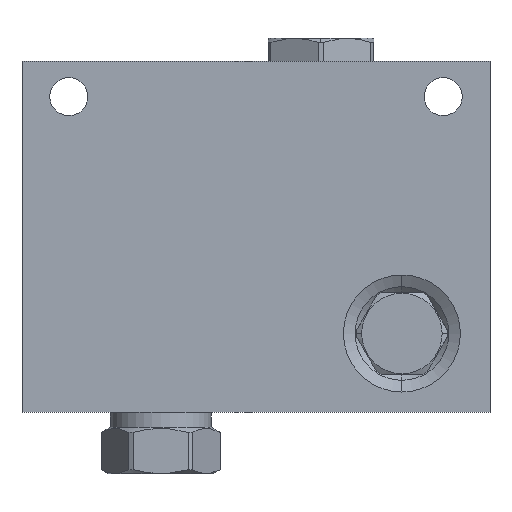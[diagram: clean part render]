
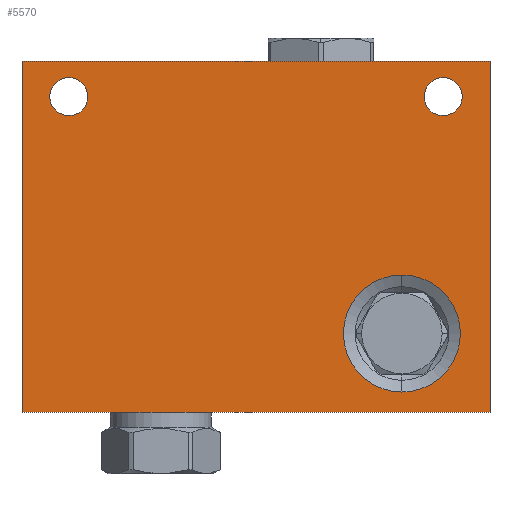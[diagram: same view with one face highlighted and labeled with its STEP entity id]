
A CAD part, front view. The second image highlights one B-rep face of the part: STEP entity #5570.
In plain terms, the highlighted planar face has unit normal (0, -1, 0).
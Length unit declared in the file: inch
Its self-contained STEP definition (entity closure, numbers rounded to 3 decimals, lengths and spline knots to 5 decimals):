
#5=DIRECTION('',(1.,0.,0.));
#6=VECTOR('',#5,5.);
#7=CARTESIAN_POINT('',(0.,-4.,0.));
#8=LINE('',#7,#6);
#105=DIRECTION('',(0.,0.,1.));
#106=VECTOR('',#105,3.75);
#107=CARTESIAN_POINT('',(5.,-4.,0.));
#108=LINE('',#107,#106);
#139=DIRECTION('',(0.,0.,1.));
#140=VECTOR('',#139,3.75);
#141=CARTESIAN_POINT('',(0.,-4.,0.));
#142=LINE('',#141,#140);
#143=CARTESIAN_POINT('',(4.059,-4.,0.844));
#144=DIRECTION('',(0.,1.,0.));
#145=DIRECTION('',(0.,0.,-1.));
#146=AXIS2_PLACEMENT_3D('',#143,#144,#145);
#148=CARTESIAN_POINT('',(4.059,-4.,0.844));
#149=DIRECTION('',(0.,1.,0.));
#150=DIRECTION('',(0.,0.,1.));
#151=AXIS2_PLACEMENT_3D('',#148,#149,#150);
#153=CARTESIAN_POINT('',(4.5,-4.,3.375));
#154=DIRECTION('',(0.,1.,0.));
#155=DIRECTION('',(0.,0.,-1.));
#156=AXIS2_PLACEMENT_3D('',#153,#154,#155);
#158=CARTESIAN_POINT('',(4.5,-4.,3.375));
#159=DIRECTION('',(0.,1.,0.));
#160=DIRECTION('',(0.,0.,1.));
#161=AXIS2_PLACEMENT_3D('',#158,#159,#160);
#163=CARTESIAN_POINT('',(0.5,-4.,3.375));
#164=DIRECTION('',(0.,1.,0.));
#165=DIRECTION('',(0.,0.,-1.));
#166=AXIS2_PLACEMENT_3D('',#163,#164,#165);
#168=CARTESIAN_POINT('',(0.5,-4.,3.375));
#169=DIRECTION('',(0.,1.,0.));
#170=DIRECTION('',(0.,0.,1.));
#171=AXIS2_PLACEMENT_3D('',#168,#169,#170);
#185=DIRECTION('',(1.,0.,0.));
#186=VECTOR('',#185,5.);
#187=CARTESIAN_POINT('',(0.,-4.,3.75));
#188=LINE('',#187,#186);
#4805=CARTESIAN_POINT('',(0.,-4.,0.));
#4807=VERTEX_POINT('',#4805);
#4808=CARTESIAN_POINT('',(5.,-4.,0.));
#4809=VERTEX_POINT('',#4808);
#4813=CARTESIAN_POINT('',(0.,-4.,3.75));
#4815=VERTEX_POINT('',#4813);
#4816=CARTESIAN_POINT('',(5.,-4.,3.75));
#4817=VERTEX_POINT('',#4816);
#5216=CARTESIAN_POINT('',(4.059,-4.,0.219));
#5217=CARTESIAN_POINT('',(4.059,-4.,1.469));
#5218=VERTEX_POINT('',#5216);
#5219=VERTEX_POINT('',#5217);
#5224=CARTESIAN_POINT('',(4.5,-4.,3.172));
#5225=CARTESIAN_POINT('',(4.5,-4.,3.578));
#5226=VERTEX_POINT('',#5224);
#5227=VERTEX_POINT('',#5225);
#5232=CARTESIAN_POINT('',(0.5,-4.,3.172));
#5233=CARTESIAN_POINT('',(0.5,-4.,3.578));
#5234=VERTEX_POINT('',#5232);
#5235=VERTEX_POINT('',#5233);
#5540=CARTESIAN_POINT('',(0.,-4.,0.));
#5541=DIRECTION('',(0.,-1.,0.));
#5542=DIRECTION('',(1.,0.,0.));
#5543=AXIS2_PLACEMENT_3D('',#5540,#5541,#5542);
#5544=PLANE('',#5543);
#5545=ORIENTED_EDGE('',*,*,#5422,.F.);
#5546=ORIENTED_EDGE('',*,*,#5453,.T.);
#5548=ORIENTED_EDGE('',*,*,#5547,.T.);
#5549=ORIENTED_EDGE('',*,*,#5514,.F.);
#5550=EDGE_LOOP('',(#5545,#5546,#5548,#5549));
#5551=FACE_OUTER_BOUND('',#5550,.F.);
#5553=ORIENTED_EDGE('',*,*,#5552,.F.);
#5555=ORIENTED_EDGE('',*,*,#5554,.F.);
#5556=EDGE_LOOP('',(#5553,#5555));
#5557=FACE_BOUND('',#5556,.F.);
#5559=ORIENTED_EDGE('',*,*,#5558,.F.);
#5561=ORIENTED_EDGE('',*,*,#5560,.F.);
#5562=EDGE_LOOP('',(#5559,#5561));
#5563=FACE_BOUND('',#5562,.F.);
#5565=ORIENTED_EDGE('',*,*,#5564,.F.);
#5567=ORIENTED_EDGE('',*,*,#5566,.F.);
#5568=EDGE_LOOP('',(#5565,#5567));
#5569=FACE_BOUND('',#5568,.F.);
#5570=ADVANCED_FACE('',(#5551,#5557,#5563,#5569),#5544,.T.);
#147=CIRCLE('',#146,0.625);
#152=CIRCLE('',#151,0.625);
#157=CIRCLE('',#156,0.203);
#162=CIRCLE('',#161,0.203);
#167=CIRCLE('',#166,0.203);
#172=CIRCLE('',#171,0.203);
#5422=EDGE_CURVE('',#4807,#4809,#8,.T.);
#5453=EDGE_CURVE('',#4807,#4815,#142,.T.);
#5514=EDGE_CURVE('',#4809,#4817,#108,.T.);
#5547=EDGE_CURVE('',#4815,#4817,#188,.T.);
#5552=EDGE_CURVE('',#5218,#5219,#147,.T.);
#5554=EDGE_CURVE('',#5219,#5218,#152,.T.);
#5558=EDGE_CURVE('',#5226,#5227,#157,.T.);
#5560=EDGE_CURVE('',#5227,#5226,#162,.T.);
#5564=EDGE_CURVE('',#5234,#5235,#167,.T.);
#5566=EDGE_CURVE('',#5235,#5234,#172,.T.);
